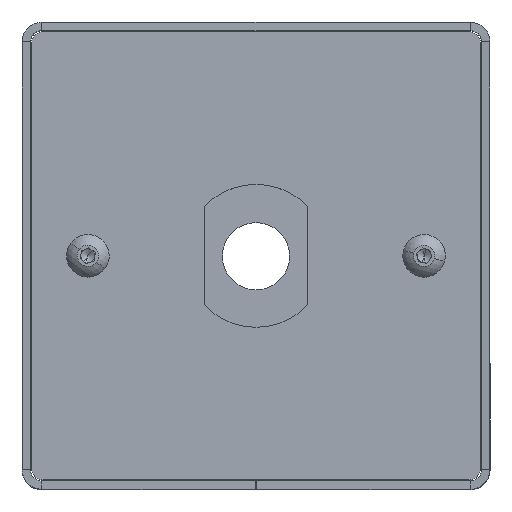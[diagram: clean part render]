
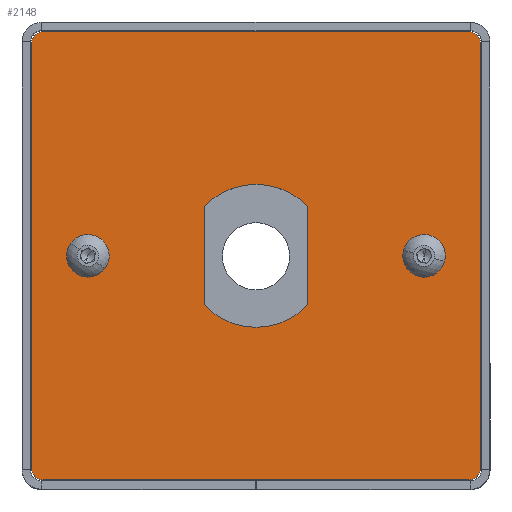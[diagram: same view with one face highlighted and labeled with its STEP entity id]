
A CAD part, top view. The second image highlights one B-rep face of the part: STEP entity #2148.
In plain terms, the highlighted planar face has unit normal (0, 0, 1).
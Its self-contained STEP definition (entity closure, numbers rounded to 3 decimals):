
#32 = ORIENTED_EDGE ( 'NONE', *, *, #6927, .T. ) ;
#94 = FACE_OUTER_BOUND ( 'NONE', #6249, .T. ) ;
#172 = CARTESIAN_POINT ( 'NONE',  ( -38., -38., 1.5 ) ) ;
#200 = VERTEX_POINT ( 'NONE', #7932 ) ;
#262 = DIRECTION ( 'NONE',  ( 0., 0., 1. ) ) ;
#330 = DIRECTION ( 'NONE',  ( 1., 0., 0. ) ) ;
#367 = LINE ( 'NONE', #2546, #4402 ) ;
#420 = VERTEX_POINT ( 'NONE', #2441 ) ;
#459 = CARTESIAN_POINT ( 'NONE',  ( -40., -40., 1.5 ) ) ;
#583 = EDGE_CURVE ( 'NONE', #8393, #8726, #6255, .T. ) ;
#713 = DIRECTION ( 'NONE',  ( 1., 0., 0. ) ) ;
#738 = CIRCLE ( 'NONE', #6229, 2. ) ;
#951 = CARTESIAN_POINT ( 'NONE',  ( -27.9, 0., 1.5 ) ) ;
#1218 = CARTESIAN_POINT ( 'NONE',  ( 9.25, 8.775, 1.5 ) ) ;
#1251 = VECTOR ( 'NONE', #8607, 1000. ) ;
#1266 = AXIS2_PLACEMENT_3D ( 'NONE', #4025, #4804, #7196 ) ;
#1281 = DIRECTION ( 'NONE',  ( 0., 0., 1. ) ) ;
#1288 = DIRECTION ( 'NONE',  ( 1., 0., 0. ) ) ;
#1494 = VERTEX_POINT ( 'NONE', #9191 ) ;
#1542 = CARTESIAN_POINT ( 'NONE',  ( -30., 0., 1.5 ) ) ;
#1701 = LINE ( 'NONE', #4652, #7056 ) ;
#1715 = FACE_BOUND ( 'NONE', #8281, .T. ) ;
#1720 = EDGE_CURVE ( 'NONE', #5493, #7087, #367, .T. ) ;
#1733 = DIRECTION ( 'NONE',  ( 1., 0., 0. ) ) ;
#2046 = LINE ( 'NONE', #459, #7406 ) ;
#2148 = ADVANCED_FACE ( 'NONE', ( #2462, #2311, #1715, #94 ), #6125, .T. ) ;
#2187 = EDGE_LOOP ( 'NONE', ( #7664, #7171 ) ) ;
#2311 = FACE_BOUND ( 'NONE', #2187, .T. ) ;
#2346 = VERTEX_POINT ( 'NONE', #6383 ) ;
#2441 = CARTESIAN_POINT ( 'NONE',  ( -38., 40., 1.5 ) ) ;
#2445 = ORIENTED_EDGE ( 'NONE', *, *, #5978, .T. ) ;
#2462 = FACE_BOUND ( 'NONE', #8345, .T. ) ;
#2546 = CARTESIAN_POINT ( 'NONE',  ( 40., 40., 1.5 ) ) ;
#2761 = EDGE_CURVE ( 'NONE', #4368, #1494, #6297, .T. ) ;
#2877 = DIRECTION ( 'NONE',  ( 1., 0., 0. ) ) ;
#3099 = DIRECTION ( 'NONE',  ( 0., 0., 1. ) ) ;
#3123 = CARTESIAN_POINT ( 'NONE',  ( 38., -38., 1.5 ) ) ;
#3132 = CIRCLE ( 'NONE', #6093, 2. ) ;
#3244 = CARTESIAN_POINT ( 'NONE',  ( -30., 0., 1.5 ) ) ;
#3246 = CIRCLE ( 'NONE', #6998, 2. ) ;
#3262 = ORIENTED_EDGE ( 'NONE', *, *, #7832, .T. ) ;
#3354 = EDGE_CURVE ( 'NONE', #4045, #9575, #4632, .T. ) ;
#3420 = CIRCLE ( 'NONE', #8873, 2.1 ) ;
#3456 = CARTESIAN_POINT ( 'NONE',  ( 40., 38., 1.5 ) ) ;
#3498 = DIRECTION ( 'NONE',  ( -1., 0., 0. ) ) ;
#3588 = EDGE_CURVE ( 'NONE', #7458, #3664, #2046, .T. ) ;
#3664 = VERTEX_POINT ( 'NONE', #8214 ) ;
#3690 = DIRECTION ( 'NONE',  ( 0., 0., 1. ) ) ;
#3748 = ORIENTED_EDGE ( 'NONE', *, *, #3354, .T. ) ;
#3769 = DIRECTION ( 'NONE',  ( 0., 0., 1. ) ) ;
#3791 = AXIS2_PLACEMENT_3D ( 'NONE', #3938, #7707, #6231 ) ;
#3874 = DIRECTION ( 'NONE',  ( 0., -1., 0. ) ) ;
#3938 = CARTESIAN_POINT ( 'NONE',  ( -40., -40., 1.5 ) ) ;
#3946 = ORIENTED_EDGE ( 'NONE', *, *, #5671, .F. ) ;
#3997 = ORIENTED_EDGE ( 'NONE', *, *, #3588, .T. ) ;
#4025 = CARTESIAN_POINT ( 'NONE',  ( 30., 0., 1.5 ) ) ;
#4045 = VERTEX_POINT ( 'NONE', #5754 ) ;
#4101 = CARTESIAN_POINT ( 'NONE',  ( 9.25, -8.775, 1.5 ) ) ;
#4150 = AXIS2_PLACEMENT_3D ( 'NONE', #7642, #3690, #6676 ) ;
#4198 = CIRCLE ( 'NONE', #5129, 2.1 ) ;
#4288 = ORIENTED_EDGE ( 'NONE', *, *, #9630, .F. ) ;
#4368 = VERTEX_POINT ( 'NONE', #9505 ) ;
#4386 = CIRCLE ( 'NONE', #5940, 12.75 ) ;
#4401 = VERTEX_POINT ( 'NONE', #6533 ) ;
#4402 = VECTOR ( 'NONE', #5536, 1000. ) ;
#4521 = DIRECTION ( 'NONE',  ( -1., 0., 0. ) ) ;
#4591 = ORIENTED_EDGE ( 'NONE', *, *, #9255, .T. ) ;
#4632 = LINE ( 'NONE', #8158, #7874 ) ;
#4652 = CARTESIAN_POINT ( 'NONE',  ( -9.25, -8.775, 1.5 ) ) ;
#4802 = CARTESIAN_POINT ( 'NONE',  ( -40., -38., 1.5 ) ) ;
#4804 = DIRECTION ( 'NONE',  ( 0., 0., 1. ) ) ;
#4960 = CARTESIAN_POINT ( 'NONE',  ( 40., -38., 1.5 ) ) ;
#4989 = ORIENTED_EDGE ( 'NONE', *, *, #1720, .T. ) ;
#5129 = AXIS2_PLACEMENT_3D ( 'NONE', #7656, #3099, #4521 ) ;
#5472 = VECTOR ( 'NONE', #3498, 1000. ) ;
#5481 = DIRECTION ( 'NONE',  ( 0., 0., 1. ) ) ;
#5493 = VERTEX_POINT ( 'NONE', #4960 ) ;
#5536 = DIRECTION ( 'NONE',  ( 0., 1., 0. ) ) ;
#5588 = AXIS2_PLACEMENT_3D ( 'NONE', #3244, #7155, #330 ) ;
#5628 = CARTESIAN_POINT ( 'NONE',  ( 9.25, -8.775, 1.5 ) ) ;
#5671 = EDGE_CURVE ( 'NONE', #2346, #8393, #6963, .T. ) ;
#5754 = CARTESIAN_POINT ( 'NONE',  ( -40., 38., 1.5 ) ) ;
#5860 = AXIS2_PLACEMENT_3D ( 'NONE', #3123, #8170, #7165 ) ;
#5871 = VERTEX_POINT ( 'NONE', #6467 ) ;
#5940 = AXIS2_PLACEMENT_3D ( 'NONE', #7072, #7802, #8533 ) ;
#5978 = EDGE_CURVE ( 'NONE', #3664, #5493, #6662, .T. ) ;
#6093 = AXIS2_PLACEMENT_3D ( 'NONE', #8011, #1281, #2877 ) ;
#6101 = DIRECTION ( 'NONE',  ( 1., 0., 0. ) ) ;
#6125 = PLANE ( 'NONE',  #3791 ) ;
#6229 = AXIS2_PLACEMENT_3D ( 'NONE', #172, #262, #6101 ) ;
#6231 = DIRECTION ( 'NONE',  ( 1., 0., 0. ) ) ;
#6249 = EDGE_LOOP ( 'NONE', ( #3748, #3262, #3997, #2445, #4989, #4591, #8035, #32 ) ) ;
#6255 = LINE ( 'NONE', #5628, #1251 ) ;
#6297 = CIRCLE ( 'NONE', #1266, 2.1 ) ;
#6383 = CARTESIAN_POINT ( 'NONE',  ( -9.25, -8.775, 1.5 ) ) ;
#6442 = EDGE_CURVE ( 'NONE', #7788, #4401, #7453, .T. ) ;
#6467 = CARTESIAN_POINT ( 'NONE',  ( 38., 40., 1.5 ) ) ;
#6533 = CARTESIAN_POINT ( 'NONE',  ( -32.1, 0., 1.5 ) ) ;
#6662 = CIRCLE ( 'NONE', #5860, 2. ) ;
#6676 = DIRECTION ( 'NONE',  ( 1., 0., 0. ) ) ;
#6927 = EDGE_CURVE ( 'NONE', #420, #4045, #3246, .T. ) ;
#6963 = CIRCLE ( 'NONE', #4150, 12.75 ) ;
#6998 = AXIS2_PLACEMENT_3D ( 'NONE', #9190, #5481, #1733 ) ;
#7056 = VECTOR ( 'NONE', #3874, 1000. ) ;
#7072 = CARTESIAN_POINT ( 'NONE',  ( 0., 0., 1.5 ) ) ;
#7087 = VERTEX_POINT ( 'NONE', #3456 ) ;
#7155 = DIRECTION ( 'NONE',  ( 0., 0., 1. ) ) ;
#7165 = DIRECTION ( 'NONE',  ( 1., 0., 0. ) ) ;
#7171 = ORIENTED_EDGE ( 'NONE', *, *, #7351, .F. ) ;
#7196 = DIRECTION ( 'NONE',  ( -1., 0., 0. ) ) ;
#7210 = LINE ( 'NONE', #9318, #5472 ) ;
#7296 = ORIENTED_EDGE ( 'NONE', *, *, #6442, .F. ) ;
#7351 = EDGE_CURVE ( 'NONE', #1494, #4368, #4198, .T. ) ;
#7406 = VECTOR ( 'NONE', #1288, 1000. ) ;
#7453 = CIRCLE ( 'NONE', #5588, 2.1 ) ;
#7458 = VERTEX_POINT ( 'NONE', #8584 ) ;
#7601 = EDGE_CURVE ( 'NONE', #4401, #7788, #3420, .T. ) ;
#7642 = CARTESIAN_POINT ( 'NONE',  ( 0., 0., 1.5 ) ) ;
#7656 = CARTESIAN_POINT ( 'NONE',  ( 30., 0., 1.5 ) ) ;
#7664 = ORIENTED_EDGE ( 'NONE', *, *, #2761, .F. ) ;
#7707 = DIRECTION ( 'NONE',  ( 0., 0., 1. ) ) ;
#7788 = VERTEX_POINT ( 'NONE', #951 ) ;
#7802 = DIRECTION ( 'NONE',  ( 0., 0., 1. ) ) ;
#7832 = EDGE_CURVE ( 'NONE', #9575, #7458, #738, .T. ) ;
#7874 = VECTOR ( 'NONE', #9125, 1000. ) ;
#7932 = CARTESIAN_POINT ( 'NONE',  ( -9.25, 8.775, 1.5 ) ) ;
#8011 = CARTESIAN_POINT ( 'NONE',  ( 38., 38., 1.5 ) ) ;
#8033 = ORIENTED_EDGE ( 'NONE', *, *, #9312, .F. ) ;
#8035 = ORIENTED_EDGE ( 'NONE', *, *, #8721, .T. ) ;
#8158 = CARTESIAN_POINT ( 'NONE',  ( -40., 40., 1.5 ) ) ;
#8170 = DIRECTION ( 'NONE',  ( 0., 0., 1. ) ) ;
#8214 = CARTESIAN_POINT ( 'NONE',  ( 38., -40., 1.5 ) ) ;
#8281 = EDGE_LOOP ( 'NONE', ( #7296, #8870 ) ) ;
#8345 = EDGE_LOOP ( 'NONE', ( #8033, #9532, #3946, #4288 ) ) ;
#8393 = VERTEX_POINT ( 'NONE', #4101 ) ;
#8533 = DIRECTION ( 'NONE',  ( 1., 0., 0. ) ) ;
#8584 = CARTESIAN_POINT ( 'NONE',  ( -38., -40., 1.5 ) ) ;
#8607 = DIRECTION ( 'NONE',  ( 0., 1., 0. ) ) ;
#8721 = EDGE_CURVE ( 'NONE', #5871, #420, #7210, .T. ) ;
#8726 = VERTEX_POINT ( 'NONE', #1218 ) ;
#8870 = ORIENTED_EDGE ( 'NONE', *, *, #7601, .F. ) ;
#8873 = AXIS2_PLACEMENT_3D ( 'NONE', #1542, #3769, #713 ) ;
#9125 = DIRECTION ( 'NONE',  ( 0., -1., 0. ) ) ;
#9190 = CARTESIAN_POINT ( 'NONE',  ( -38., 38., 1.5 ) ) ;
#9191 = CARTESIAN_POINT ( 'NONE',  ( 27.9, 0., 1.5 ) ) ;
#9255 = EDGE_CURVE ( 'NONE', #7087, #5871, #3132, .T. ) ;
#9312 = EDGE_CURVE ( 'NONE', #8726, #200, #4386, .T. ) ;
#9318 = CARTESIAN_POINT ( 'NONE',  ( -40., 40., 1.5 ) ) ;
#9505 = CARTESIAN_POINT ( 'NONE',  ( 32.1, 0., 1.5 ) ) ;
#9532 = ORIENTED_EDGE ( 'NONE', *, *, #583, .F. ) ;
#9575 = VERTEX_POINT ( 'NONE', #4802 ) ;
#9630 = EDGE_CURVE ( 'NONE', #200, #2346, #1701, .T. ) ;
